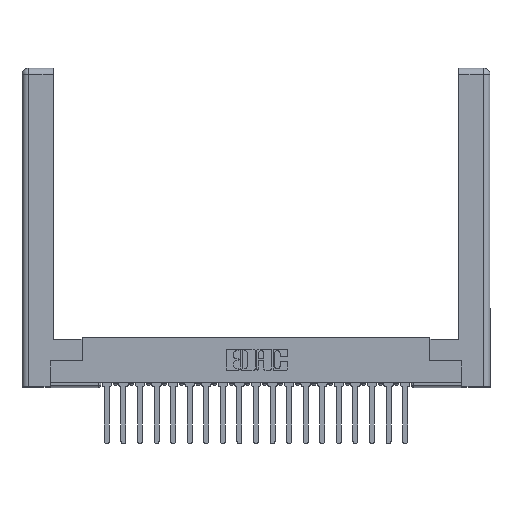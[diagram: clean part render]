
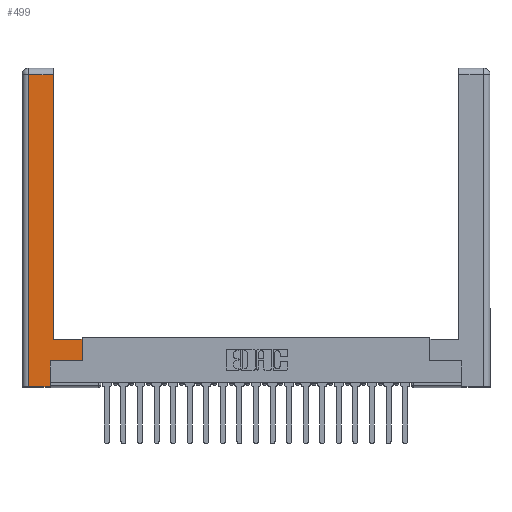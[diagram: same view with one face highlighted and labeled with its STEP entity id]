
A CAD part, top view. The second image highlights one B-rep face of the part: STEP entity #499.
In plain terms, the highlighted planar face has unit normal (0, 0, 1).
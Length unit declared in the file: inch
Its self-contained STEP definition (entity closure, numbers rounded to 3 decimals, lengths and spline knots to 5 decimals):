
#78 = VECTOR ( 'NONE', #9652, 39.37008 ) ;
#150 = CARTESIAN_POINT ( 'NONE',  ( 0.565, 0.245, 0. ) ) ;
#281 = VERTEX_POINT ( 'NONE', #4626 ) ;
#427 = DIRECTION ( 'NONE',  ( -1., 0., 0. ) ) ;
#499 = ADVANCED_FACE ( 'NONE', ( #7265 ), #19133, .F. ) ;
#786 = CARTESIAN_POINT ( 'NONE',  ( 0.565, 0.245, 0. ) ) ;
#816 = CARTESIAN_POINT ( 'NONE',  ( 0.265, 0., 0. ) ) ;
#1339 = EDGE_LOOP ( 'NONE', ( #18212, #16046, #5657, #6619, #2260, #16665, #12188, #15499 ) ) ;
#2255 = LINE ( 'NONE', #816, #20074 ) ;
#2260 = ORIENTED_EDGE ( 'NONE', *, *, #12710, .T. ) ;
#2862 = EDGE_CURVE ( 'NONE', #20690, #12584, #7597, .T. ) ;
#3413 = EDGE_CURVE ( 'NONE', #13565, #20690, #16470, .T. ) ;
#3836 = DIRECTION ( 'NONE',  ( 0., 0., -1. ) ) ;
#4626 = CARTESIAN_POINT ( 'NONE',  ( 0.565, 0.45, 0. ) ) ;
#4642 = CARTESIAN_POINT ( 'NONE',  ( 0.565, 0.45, 0. ) ) ;
#4645 = DIRECTION ( 'NONE',  ( 0., 1., 0. ) ) ;
#5461 = CARTESIAN_POINT ( 'NONE',  ( 0.295, 0.45, 0. ) ) ;
#5503 = CARTESIAN_POINT ( 'NONE',  ( 0.0615, 0., 0. ) ) ;
#5657 = ORIENTED_EDGE ( 'NONE', *, *, #16964, .T. ) ;
#5748 = VERTEX_POINT ( 'NONE', #19939 ) ;
#5928 = DIRECTION ( 'NONE',  ( 0., -1., 0. ) ) ;
#5936 = CARTESIAN_POINT ( 'NONE',  ( 0.0615, 2.94, 0. ) ) ;
#6393 = CARTESIAN_POINT ( 'NONE',  ( 0.265, 0.245, 0. ) ) ;
#6619 = ORIENTED_EDGE ( 'NONE', *, *, #10918, .T. ) ;
#6685 = VERTEX_POINT ( 'NONE', #21208 ) ;
#7265 = FACE_OUTER_BOUND ( 'NONE', #1339, .T. ) ;
#7597 = LINE ( 'NONE', #5936, #17291 ) ;
#7664 = CARTESIAN_POINT ( 'NONE',  ( 0.265, 0.245, 0. ) ) ;
#8099 = CARTESIAN_POINT ( 'NONE',  ( 0.295, 3., 0. ) ) ;
#8882 = VERTEX_POINT ( 'NONE', #786 ) ;
#9652 = DIRECTION ( 'NONE',  ( 0., 1., 0. ) ) ;
#10067 = LINE ( 'NONE', #150, #16623 ) ;
#10669 = EDGE_CURVE ( 'NONE', #281, #13565, #17130, .T. ) ;
#10890 = CARTESIAN_POINT ( 'NONE',  ( 0., 0., 0. ) ) ;
#10918 = EDGE_CURVE ( 'NONE', #6685, #5748, #2255, .T. ) ;
#10979 = VECTOR ( 'NONE', #12803, 39.37008 ) ;
#11318 = VECTOR ( 'NONE', #4645, 39.37008 ) ;
#11349 = AXIS2_PLACEMENT_3D ( 'NONE', #10890, #3836, #427 ) ;
#11415 = EDGE_CURVE ( 'NONE', #8882, #281, #13011, .T. ) ;
#12188 = ORIENTED_EDGE ( 'NONE', *, *, #11415, .T. ) ;
#12584 = VERTEX_POINT ( 'NONE', #17317 ) ;
#12710 = EDGE_CURVE ( 'NONE', #5748, #14323, #19709, .T. ) ;
#12803 = DIRECTION ( 'NONE',  ( 0., 1., 0. ) ) ;
#13011 = LINE ( 'NONE', #4642, #10979 ) ;
#13492 = EDGE_CURVE ( 'NONE', #14323, #8882, #10067, .T. ) ;
#13565 = VERTEX_POINT ( 'NONE', #15778 ) ;
#13867 = LINE ( 'NONE', #5503, #20584 ) ;
#14270 = DIRECTION ( 'NONE',  ( 1., 0., 0. ) ) ;
#14323 = VERTEX_POINT ( 'NONE', #7664 ) ;
#15499 = ORIENTED_EDGE ( 'NONE', *, *, #10669, .T. ) ;
#15778 = CARTESIAN_POINT ( 'NONE',  ( 0.295, 0.45, 0. ) ) ;
#16046 = ORIENTED_EDGE ( 'NONE', *, *, #2862, .T. ) ;
#16470 = LINE ( 'NONE', #8099, #78 ) ;
#16623 = VECTOR ( 'NONE', #16777, 39.37008 ) ;
#16665 = ORIENTED_EDGE ( 'NONE', *, *, #13492, .T. ) ;
#16777 = DIRECTION ( 'NONE',  ( 1., 0., 0. ) ) ;
#16964 = EDGE_CURVE ( 'NONE', #12584, #6685, #13867, .T. ) ;
#17130 = LINE ( 'NONE', #5461, #21449 ) ;
#17291 = VECTOR ( 'NONE', #17714, 39.37008 ) ;
#17317 = CARTESIAN_POINT ( 'NONE',  ( 0.0615, 2.94, 0. ) ) ;
#17714 = DIRECTION ( 'NONE',  ( -1., 0., 0. ) ) ;
#18212 = ORIENTED_EDGE ( 'NONE', *, *, #3413, .T. ) ;
#19133 = PLANE ( 'NONE',  #11349 ) ;
#19421 = CARTESIAN_POINT ( 'NONE',  ( 0.295, 2.94, 0. ) ) ;
#19709 = LINE ( 'NONE', #6393, #11318 ) ;
#19939 = CARTESIAN_POINT ( 'NONE',  ( 0.265, 0., 0. ) ) ;
#20074 = VECTOR ( 'NONE', #14270, 39.37008 ) ;
#20197 = DIRECTION ( 'NONE',  ( -1., 0., 0. ) ) ;
#20584 = VECTOR ( 'NONE', #5928, 39.37008 ) ;
#20690 = VERTEX_POINT ( 'NONE', #19421 ) ;
#21208 = CARTESIAN_POINT ( 'NONE',  ( 0.0615, 0., 0. ) ) ;
#21449 = VECTOR ( 'NONE', #20197, 39.37008 ) ;
